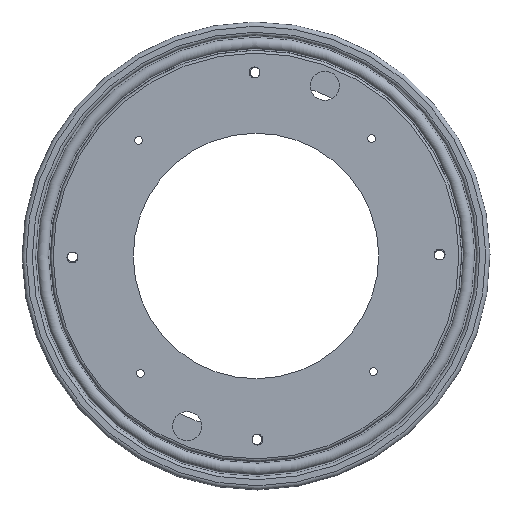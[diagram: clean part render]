
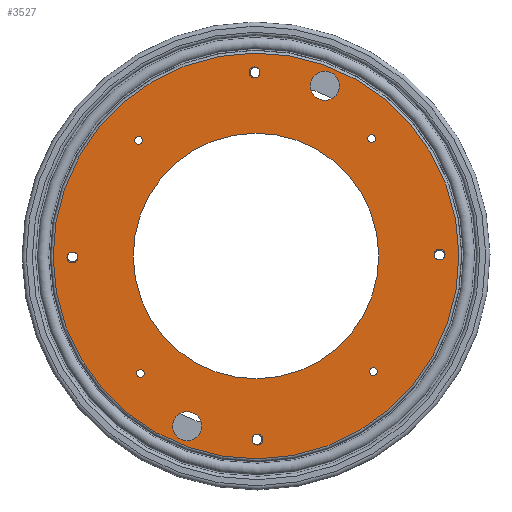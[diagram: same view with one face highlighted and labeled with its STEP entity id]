
A CAD part, front view. The second image highlights one B-rep face of the part: STEP entity #3527.
In plain terms, the highlighted planar face has unit normal (0, -1, 0).
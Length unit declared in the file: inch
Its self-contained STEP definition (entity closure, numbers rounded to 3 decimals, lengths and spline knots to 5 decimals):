
#694=FACE_BOUND('',#1435,.T.);
#695=FACE_BOUND('',#1436,.T.);
#696=FACE_BOUND('',#1437,.T.);
#697=FACE_BOUND('',#1438,.T.);
#698=FACE_BOUND('',#1439,.T.);
#699=FACE_BOUND('',#1440,.T.);
#700=FACE_BOUND('',#1441,.T.);
#701=FACE_BOUND('',#1442,.T.);
#702=FACE_BOUND('',#1443,.T.);
#703=FACE_BOUND('',#1444,.T.);
#704=FACE_BOUND('',#1445,.T.);
#730=PLANE('',#4157);
#1237=FACE_OUTER_BOUND('',#1434,.T.);
#1434=EDGE_LOOP('',(#3020,#3021));
#1435=EDGE_LOOP('',(#3022,#3023));
#1436=EDGE_LOOP('',(#3024,#3025));
#1437=EDGE_LOOP('',(#3026,#3027));
#1438=EDGE_LOOP('',(#3028,#3029));
#1439=EDGE_LOOP('',(#3030,#3031));
#1440=EDGE_LOOP('',(#3032,#3033));
#1441=EDGE_LOOP('',(#3034,#3035));
#1442=EDGE_LOOP('',(#3036,#3037));
#1443=EDGE_LOOP('',(#3038,#3039));
#1444=EDGE_LOOP('',(#3040,#3041));
#1445=EDGE_LOOP('',(#3042,#3043));
#1691=CIRCLE('',#4053,0.1015);
#1692=CIRCLE('',#4054,0.1015);
#1695=CIRCLE('',#4058,0.1405);
#1696=CIRCLE('',#4059,0.1405);
#1699=CIRCLE('',#4063,0.1015);
#1700=CIRCLE('',#4064,0.1015);
#1703=CIRCLE('',#4068,0.1405);
#1704=CIRCLE('',#4069,0.1405);
#1707=CIRCLE('',#4073,0.1015);
#1708=CIRCLE('',#4074,0.1015);
#1711=CIRCLE('',#4078,0.1405);
#1712=CIRCLE('',#4079,0.1405);
#1715=CIRCLE('',#4083,0.375);
#1716=CIRCLE('',#4084,0.375);
#1719=CIRCLE('',#4088,0.375);
#1720=CIRCLE('',#4089,0.375);
#1723=CIRCLE('',#4093,0.1015);
#1724=CIRCLE('',#4094,0.1015);
#1727=CIRCLE('',#4098,0.1405);
#1728=CIRCLE('',#4099,0.1405);
#1731=CIRCLE('',#4103,3.165);
#1732=CIRCLE('',#4104,3.165);
#1771=CIRCLE('',#4155,5.23296);
#1772=CIRCLE('',#4156,5.23296);
#1935=VERTEX_POINT('',#6353);
#1936=VERTEX_POINT('',#6354);
#1939=VERTEX_POINT('',#6363);
#1940=VERTEX_POINT('',#6364);
#1943=VERTEX_POINT('',#6373);
#1944=VERTEX_POINT('',#6374);
#1947=VERTEX_POINT('',#6383);
#1948=VERTEX_POINT('',#6384);
#1951=VERTEX_POINT('',#6393);
#1952=VERTEX_POINT('',#6394);
#1955=VERTEX_POINT('',#6403);
#1956=VERTEX_POINT('',#6404);
#1959=VERTEX_POINT('',#6413);
#1960=VERTEX_POINT('',#6414);
#1963=VERTEX_POINT('',#6423);
#1964=VERTEX_POINT('',#6424);
#1967=VERTEX_POINT('',#6433);
#1968=VERTEX_POINT('',#6434);
#1971=VERTEX_POINT('',#6443);
#1972=VERTEX_POINT('',#6444);
#1975=VERTEX_POINT('',#6453);
#1976=VERTEX_POINT('',#6454);
#2005=VERTEX_POINT('',#6537);
#2006=VERTEX_POINT('',#6539);
#2289=EDGE_CURVE('',#1935,#1936,#1691,.T.);
#2290=EDGE_CURVE('',#1936,#1935,#1692,.T.);
#2294=EDGE_CURVE('',#1939,#1940,#1695,.T.);
#2295=EDGE_CURVE('',#1940,#1939,#1696,.T.);
#2299=EDGE_CURVE('',#1943,#1944,#1699,.T.);
#2300=EDGE_CURVE('',#1944,#1943,#1700,.T.);
#2304=EDGE_CURVE('',#1947,#1948,#1703,.T.);
#2305=EDGE_CURVE('',#1948,#1947,#1704,.T.);
#2309=EDGE_CURVE('',#1951,#1952,#1707,.T.);
#2310=EDGE_CURVE('',#1952,#1951,#1708,.T.);
#2314=EDGE_CURVE('',#1955,#1956,#1711,.T.);
#2315=EDGE_CURVE('',#1956,#1955,#1712,.T.);
#2319=EDGE_CURVE('',#1959,#1960,#1715,.T.);
#2320=EDGE_CURVE('',#1960,#1959,#1716,.T.);
#2324=EDGE_CURVE('',#1963,#1964,#1719,.T.);
#2325=EDGE_CURVE('',#1964,#1963,#1720,.T.);
#2329=EDGE_CURVE('',#1967,#1968,#1723,.T.);
#2330=EDGE_CURVE('',#1968,#1967,#1724,.T.);
#2334=EDGE_CURVE('',#1971,#1972,#1727,.T.);
#2335=EDGE_CURVE('',#1972,#1971,#1728,.T.);
#2339=EDGE_CURVE('',#1975,#1976,#1731,.T.);
#2340=EDGE_CURVE('',#1976,#1975,#1732,.T.);
#2382=EDGE_CURVE('',#2005,#2006,#1771,.T.);
#2383=EDGE_CURVE('',#2006,#2005,#1772,.T.);
#3020=ORIENTED_EDGE('',*,*,#2383,.F.);
#3021=ORIENTED_EDGE('',*,*,#2382,.F.);
#3022=ORIENTED_EDGE('',*,*,#2339,.T.);
#3023=ORIENTED_EDGE('',*,*,#2340,.T.);
#3024=ORIENTED_EDGE('',*,*,#2289,.T.);
#3025=ORIENTED_EDGE('',*,*,#2290,.T.);
#3026=ORIENTED_EDGE('',*,*,#2294,.T.);
#3027=ORIENTED_EDGE('',*,*,#2295,.T.);
#3028=ORIENTED_EDGE('',*,*,#2299,.T.);
#3029=ORIENTED_EDGE('',*,*,#2300,.T.);
#3030=ORIENTED_EDGE('',*,*,#2304,.T.);
#3031=ORIENTED_EDGE('',*,*,#2305,.T.);
#3032=ORIENTED_EDGE('',*,*,#2309,.T.);
#3033=ORIENTED_EDGE('',*,*,#2310,.T.);
#3034=ORIENTED_EDGE('',*,*,#2314,.T.);
#3035=ORIENTED_EDGE('',*,*,#2315,.T.);
#3036=ORIENTED_EDGE('',*,*,#2319,.T.);
#3037=ORIENTED_EDGE('',*,*,#2320,.T.);
#3038=ORIENTED_EDGE('',*,*,#2324,.T.);
#3039=ORIENTED_EDGE('',*,*,#2325,.T.);
#3040=ORIENTED_EDGE('',*,*,#2329,.T.);
#3041=ORIENTED_EDGE('',*,*,#2330,.T.);
#3042=ORIENTED_EDGE('',*,*,#2334,.T.);
#3043=ORIENTED_EDGE('',*,*,#2335,.T.);
#3527=ADVANCED_FACE('',(#1237,#694,#695,#696,#697,#698,#699,#700,#701,#702,
#703,#704),#730,.F.);
#4053=AXIS2_PLACEMENT_3D('',#6355,#4993,#4994);
#4054=AXIS2_PLACEMENT_3D('',#6356,#4995,#4996);
#4058=AXIS2_PLACEMENT_3D('',#6365,#5004,#5005);
#4059=AXIS2_PLACEMENT_3D('',#6366,#5006,#5007);
#4063=AXIS2_PLACEMENT_3D('',#6375,#5015,#5016);
#4064=AXIS2_PLACEMENT_3D('',#6376,#5017,#5018);
#4068=AXIS2_PLACEMENT_3D('',#6385,#5026,#5027);
#4069=AXIS2_PLACEMENT_3D('',#6386,#5028,#5029);
#4073=AXIS2_PLACEMENT_3D('',#6395,#5037,#5038);
#4074=AXIS2_PLACEMENT_3D('',#6396,#5039,#5040);
#4078=AXIS2_PLACEMENT_3D('',#6405,#5048,#5049);
#4079=AXIS2_PLACEMENT_3D('',#6406,#5050,#5051);
#4083=AXIS2_PLACEMENT_3D('',#6415,#5059,#5060);
#4084=AXIS2_PLACEMENT_3D('',#6416,#5061,#5062);
#4088=AXIS2_PLACEMENT_3D('',#6425,#5070,#5071);
#4089=AXIS2_PLACEMENT_3D('',#6426,#5072,#5073);
#4093=AXIS2_PLACEMENT_3D('',#6435,#5081,#5082);
#4094=AXIS2_PLACEMENT_3D('',#6436,#5083,#5084);
#4098=AXIS2_PLACEMENT_3D('',#6445,#5092,#5093);
#4099=AXIS2_PLACEMENT_3D('',#6446,#5094,#5095);
#4103=AXIS2_PLACEMENT_3D('',#6455,#5103,#5104);
#4104=AXIS2_PLACEMENT_3D('',#6456,#5105,#5106);
#4155=AXIS2_PLACEMENT_3D('',#6540,#5210,#5211);
#4156=AXIS2_PLACEMENT_3D('',#6541,#5212,#5213);
#4157=AXIS2_PLACEMENT_3D('',#6542,#5214,#5215);
#4993=DIRECTION('center_axis',(0.,1.,0.));
#4994=DIRECTION('ref_axis',(0.,0.,1.));
#4995=DIRECTION('center_axis',(0.,1.,0.));
#4996=DIRECTION('ref_axis',(0.,0.,1.));
#5004=DIRECTION('center_axis',(0.,1.,0.));
#5005=DIRECTION('ref_axis',(0.,0.,1.));
#5006=DIRECTION('center_axis',(0.,1.,0.));
#5007=DIRECTION('ref_axis',(0.,0.,1.));
#5015=DIRECTION('center_axis',(0.,1.,0.));
#5016=DIRECTION('ref_axis',(0.,0.,1.));
#5017=DIRECTION('center_axis',(0.,1.,0.));
#5018=DIRECTION('ref_axis',(0.,0.,1.));
#5026=DIRECTION('center_axis',(0.,1.,0.));
#5027=DIRECTION('ref_axis',(0.,0.,1.));
#5028=DIRECTION('center_axis',(0.,1.,0.));
#5029=DIRECTION('ref_axis',(0.,0.,1.));
#5037=DIRECTION('center_axis',(0.,1.,0.));
#5038=DIRECTION('ref_axis',(0.,0.,1.));
#5039=DIRECTION('center_axis',(0.,1.,0.));
#5040=DIRECTION('ref_axis',(0.,0.,1.));
#5048=DIRECTION('center_axis',(0.,1.,0.));
#5049=DIRECTION('ref_axis',(0.,0.,1.));
#5050=DIRECTION('center_axis',(0.,1.,0.));
#5051=DIRECTION('ref_axis',(0.,0.,1.));
#5059=DIRECTION('center_axis',(0.,1.,0.));
#5060=DIRECTION('ref_axis',(0.,0.,1.));
#5061=DIRECTION('center_axis',(0.,1.,0.));
#5062=DIRECTION('ref_axis',(0.,0.,1.));
#5070=DIRECTION('center_axis',(0.,1.,0.));
#5071=DIRECTION('ref_axis',(0.,0.,1.));
#5072=DIRECTION('center_axis',(0.,1.,0.));
#5073=DIRECTION('ref_axis',(0.,0.,1.));
#5081=DIRECTION('center_axis',(0.,1.,0.));
#5082=DIRECTION('ref_axis',(0.,0.,1.));
#5083=DIRECTION('center_axis',(0.,1.,0.));
#5084=DIRECTION('ref_axis',(0.,0.,1.));
#5092=DIRECTION('center_axis',(0.,1.,0.));
#5093=DIRECTION('ref_axis',(0.,0.,1.));
#5094=DIRECTION('center_axis',(0.,1.,0.));
#5095=DIRECTION('ref_axis',(0.,0.,1.));
#5103=DIRECTION('center_axis',(0.,1.,0.));
#5104=DIRECTION('ref_axis',(0.,0.,1.));
#5105=DIRECTION('center_axis',(0.,1.,0.));
#5106=DIRECTION('ref_axis',(0.,0.,1.));
#5210=DIRECTION('center_axis',(0.,1.,0.));
#5211=DIRECTION('ref_axis',(0.,0.,1.));
#5212=DIRECTION('center_axis',(0.,1.,0.));
#5213=DIRECTION('ref_axis',(0.,0.,1.));
#5214=DIRECTION('center_axis',(0.,1.,0.));
#5215=DIRECTION('ref_axis',(0.,0.,1.));
#6353=CARTESIAN_POINT('',(-3.0052,0.,3.1067));
#6354=CARTESIAN_POINT('',(-3.0052,0.,2.9037));
#6355=CARTESIAN_POINT('Origin',(-3.0052,0.,
3.0052));
#6356=CARTESIAN_POINT('Origin',(-3.0052,0.,
3.0052));
#6363=CARTESIAN_POINT('',(0.,0.,4.875));
#6364=CARTESIAN_POINT('',(0.,0.,4.594));
#6365=CARTESIAN_POINT('Origin',(0.,0.,
4.7345));
#6366=CARTESIAN_POINT('Origin',(0.,0.,
4.7345));
#6373=CARTESIAN_POINT('',(3.0052,0.,3.1067));
#6374=CARTESIAN_POINT('',(3.0052,0.,2.9037));
#6375=CARTESIAN_POINT('Origin',(3.0052,0.,3.0052));
#6376=CARTESIAN_POINT('Origin',(3.0052,0.,3.0052));
#6383=CARTESIAN_POINT('',(4.7345,0.,0.1405));
#6384=CARTESIAN_POINT('',(4.7345,0.,-0.1405));
#6385=CARTESIAN_POINT('Origin',(4.7345,0.,0.));
#6386=CARTESIAN_POINT('Origin',(4.7345,0.,0.));
#6393=CARTESIAN_POINT('',(3.0052,0.,-2.9037));
#6394=CARTESIAN_POINT('',(3.0052,0.,-3.1067));
#6395=CARTESIAN_POINT('Origin',(3.0052,0.,
-3.0052));
#6396=CARTESIAN_POINT('Origin',(3.0052,0.,
-3.0052));
#6403=CARTESIAN_POINT('',(0.,0.,-4.594));
#6404=CARTESIAN_POINT('',(0.,0.,-4.875));
#6405=CARTESIAN_POINT('Origin',(0.,0.,
-4.7345));
#6406=CARTESIAN_POINT('Origin',(0.,0.,
-4.7345));
#6413=CARTESIAN_POINT('',(1.81181,0.,4.74911));
#6414=CARTESIAN_POINT('',(1.81181,0.,3.99911));
#6415=CARTESIAN_POINT('Origin',(1.81181,0.,
4.37411));
#6416=CARTESIAN_POINT('Origin',(1.81181,0.,
4.37411));
#6423=CARTESIAN_POINT('',(-1.81181,0.,-3.99911));
#6424=CARTESIAN_POINT('',(-1.81181,0.,-4.74911));
#6425=CARTESIAN_POINT('Origin',(-1.81181,0.,
-4.37411));
#6426=CARTESIAN_POINT('Origin',(-1.81181,0.,
-4.37411));
#6433=CARTESIAN_POINT('',(-3.0052,0.,-2.9037));
#6434=CARTESIAN_POINT('',(-3.0052,0.,-3.1067));
#6435=CARTESIAN_POINT('Origin',(-3.0052,0.,
-3.0052));
#6436=CARTESIAN_POINT('Origin',(-3.0052,0.,
-3.0052));
#6443=CARTESIAN_POINT('',(-4.7345,0.,0.1405));
#6444=CARTESIAN_POINT('',(-4.7345,0.,-0.1405));
#6445=CARTESIAN_POINT('Origin',(-4.7345,0.,0.));
#6446=CARTESIAN_POINT('Origin',(-4.7345,0.,0.));
#6453=CARTESIAN_POINT('',(0.,0.,3.165));
#6454=CARTESIAN_POINT('',(0.,0.,-3.165));
#6455=CARTESIAN_POINT('Origin',(0.,0.,0.));
#6456=CARTESIAN_POINT('Origin',(0.,0.,0.));
#6537=CARTESIAN_POINT('',(0.,0.,-5.23296));
#6539=CARTESIAN_POINT('',(0.,0.,5.23296));
#6540=CARTESIAN_POINT('Origin',(0.,0.,0.));
#6541=CARTESIAN_POINT('Origin',(0.,0.,0.));
#6542=CARTESIAN_POINT('Origin',(3.165,0.,0.));
